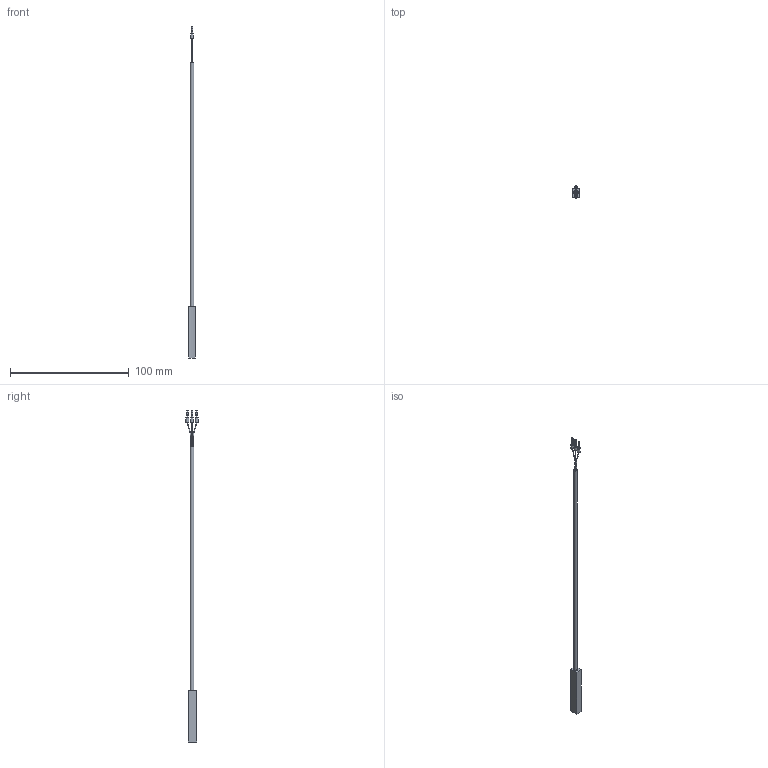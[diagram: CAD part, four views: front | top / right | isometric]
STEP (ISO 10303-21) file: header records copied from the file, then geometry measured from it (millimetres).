
FILE_DESCRIPTION(('STEP AP214'), '1');
FILE_NAME('ﾄﾒﾑ224', '', ('UNSPECIFIED'), ('UNSPECIFIED'), 'ASCON STEP Converter 1.6', 'ASCON Math Kernel', '');
FILE_SCHEMA(('AUTOMOTIVE_DESIGN { 1 0 10303 214 3 1 1}'));
Length unit declared in the file: millimetre
Products named in the file (6): 弝謹.713541.430.861-43
Assembly tree (6 placements, depth 2):
  (unnamed)
    弝謹.713541.430.861-43
    (unnamed)
    (unnamed)  x2
    (unnamed)
    (unnamed)
Bounding box: 5.8 x 10.3 x 279 mm (x, y, z)
Volume: 3014.9 mm3; surface area: 4495.1 mm2
Topology: 6 solids, 6 shells, 71 faces, 125 edges, 71 vertices
Faces by surface type: cylinder 30, plane 20, torus 13, cone 7, sphere 1
Full cylindrical faces by diameter (mm): 0.4 x7, 0.6 x3, 1.2 x9, 1.85 x3, 2.5 x3, 3 x2, 4 x2
Entity records: 1959 total; most frequent: DIRECTION 238, CARTESIAN_POINT 180, ORIENTED_EDGE 120, AXIS2_PLACEMENT_3D 114, EDGE_LOOP 102, FACE_OUTER_BOUND 76, COLOUR_RGB 62, FILL_AREA_STYLE_COLOUR 62
